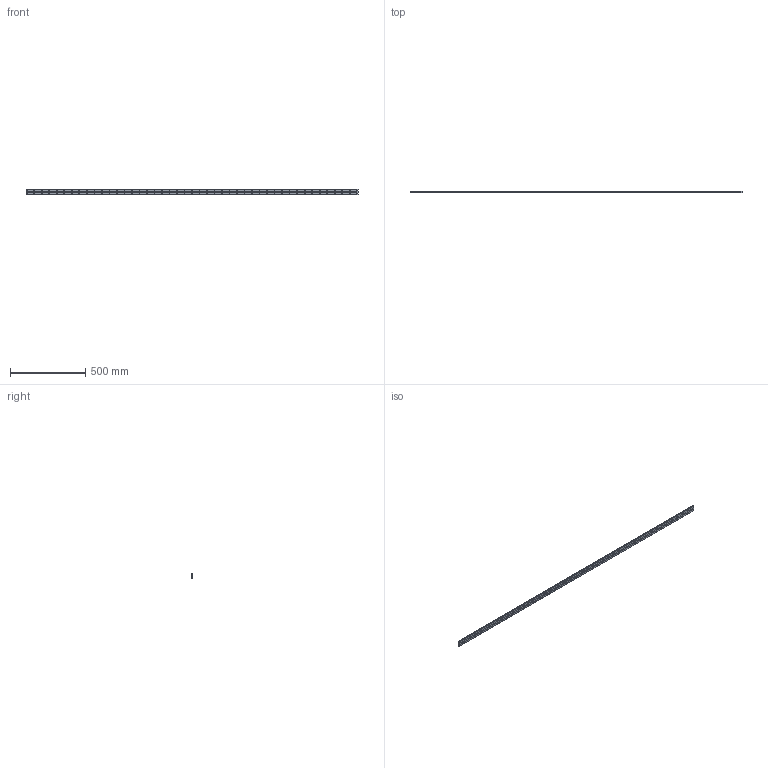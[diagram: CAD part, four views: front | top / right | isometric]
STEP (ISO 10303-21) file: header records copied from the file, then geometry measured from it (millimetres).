
FILE_DESCRIPTION (( 'STEP AP214' ), '1' );
FILE_NAME ('HRW21CA1UU-2210LT_G5_0_B-M6F_1075-6_0_0_0_1.STEP', '2021-07-02T12:23:51', ( '' ), ( '' ), 'SwSTEP 2.0', 'SolidWorks 2021', '' );
FILE_SCHEMA (( 'AUTOMOTIVE_DESIGN' ));
Length unit declared in the file: millimetre
Products named in the file (2): HRW21CA1UU-2210LT_G5_0_B-M6F_1075-6_0_0_0_1; _HRW21CA22105 Track
Assembly tree (1 placements, depth 2):
  HRW21CA1UU-2210LT_G5_0_B-M6F_1075-6_0_0_0_1
    _HRW21CA22105 Track
Bounding box: 2210 x 11 x 37 mm (x, y, z)
Volume: 797565.5 mm3; surface area: 236122.7 mm2
Topology: 1 solids, 1 shells, 508 faces, 1248 edges, 832 vertices
Faces by surface type: cylinder 364, plane 144
Entity records: 15806 total; most frequent: DIRECTION 3000, CARTESIAN_POINT 2592, ORIENTED_EDGE 2496, EDGE_CURVE 1248, AXIS2_PLACEMENT_3D 1240, VERTEX_POINT 832, EDGE_LOOP 778, CIRCLE 728
